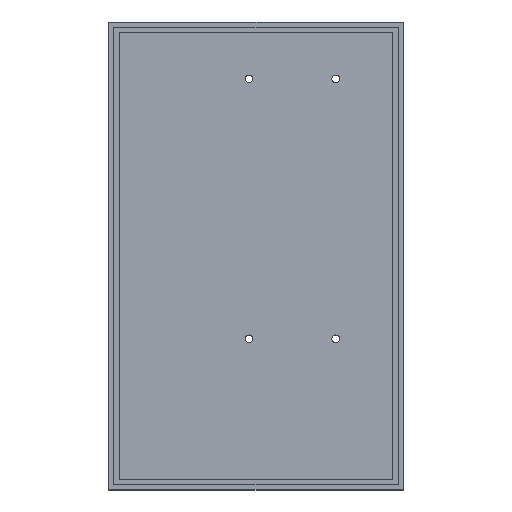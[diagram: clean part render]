
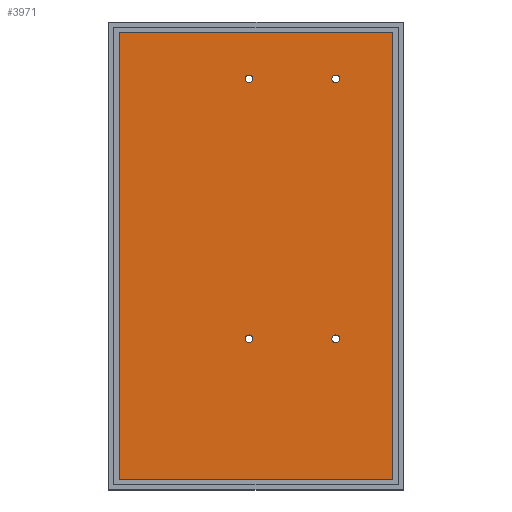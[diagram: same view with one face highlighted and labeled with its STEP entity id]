
A CAD part, top view. The second image highlights one B-rep face of the part: STEP entity #3971.
In plain terms, the highlighted planar face has unit normal (0, 0, 1).
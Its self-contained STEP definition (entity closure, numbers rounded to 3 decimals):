
#8 = CARTESIAN_POINT ( 'NONE',  ( 121.589, 54.231, 6. ) ) ;
#24 = ORIENTED_EDGE ( 'NONE', *, *, #468, .F. ) ;
#40 = ORIENTED_EDGE ( 'NONE', *, *, #1320, .T. ) ;
#87 = DIRECTION ( 'NONE',  ( 1., 0., 0. ) ) ;
#180 = DIRECTION ( 'NONE',  ( 0., 0., 1. ) ) ;
#245 = EDGE_LOOP ( 'NONE', ( #4996, #4021 ) ) ;
#329 = VERTEX_POINT ( 'NONE', #1563 ) ;
#468 = EDGE_CURVE ( 'NONE', #6405, #329, #6985, .T. ) ;
#626 = CARTESIAN_POINT ( 'NONE',  ( 88.589, -122.519, 6. ) ) ;
#766 = DIRECTION ( 'NONE',  ( 0., -1., 0. ) ) ;
#786 = AXIS2_PLACEMENT_3D ( 'NONE', #626, #1331, #3976 ) ;
#811 = CARTESIAN_POINT ( 'NONE',  ( -36.411, 54.231, 6. ) ) ;
#972 = CARTESIAN_POINT ( 'NONE',  ( -36.411, 54.231, 6. ) ) ;
#1087 = ORIENTED_EDGE ( 'NONE', *, *, #2237, .F. ) ;
#1107 = EDGE_CURVE ( 'NONE', #8443, #6727, #4012, .T. ) ;
#1320 = EDGE_CURVE ( 'NONE', #5160, #5479, #1955, .T. ) ;
#1331 = DIRECTION ( 'NONE',  ( 0., 0., 1. ) ) ;
#1397 = DIRECTION ( 'NONE',  ( 0., 0., 1. ) ) ;
#1408 = VECTOR ( 'NONE', #5010, 1000. ) ;
#1426 = AXIS2_PLACEMENT_3D ( 'NONE', #7311, #7348, #8074 ) ;
#1563 = CARTESIAN_POINT ( 'NONE',  ( 36.389, 27.481, 6. ) ) ;
#1713 = AXIS2_PLACEMENT_3D ( 'NONE', #2007, #4649, #4000 ) ;
#1851 = CIRCLE ( 'NONE', #3507, 2.2 ) ;
#1955 = LINE ( 'NONE', #5841, #6861 ) ;
#1965 = CARTESIAN_POINT ( 'NONE',  ( 4.589, 60.231, 6. ) ) ;
#2007 = CARTESIAN_POINT ( 'NONE',  ( 88.589, 27.481, 6. ) ) ;
#2022 = DIRECTION ( 'NONE',  ( 0., 1., 0. ) ) ;
#2137 = CIRCLE ( 'NONE', #5044, 2.2 ) ;
#2199 = CARTESIAN_POINT ( 'NONE',  ( 40.789, -122.519, 6. ) ) ;
#2237 = EDGE_CURVE ( 'NONE', #5723, #4130, #4384, .T. ) ;
#2270 = CARTESIAN_POINT ( 'NONE',  ( 121.589, 60.231, 6. ) ) ;
#2285 = CARTESIAN_POINT ( 'NONE',  ( 4.589, 60.231, 6. ) ) ;
#2288 = ORIENTED_EDGE ( 'NONE', *, *, #8136, .F. ) ;
#2330 = ORIENTED_EDGE ( 'NONE', *, *, #5033, .T. ) ;
#2347 = DIRECTION ( 'NONE',  ( 0., 0., 1. ) ) ;
#2640 = EDGE_CURVE ( 'NONE', #5189, #8443, #2666, .T. ) ;
#2664 = LINE ( 'NONE', #5314, #7922 ) ;
#2666 = LINE ( 'NONE', #5317, #3412 ) ;
#2709 = FACE_BOUND ( 'NONE', #5110, .T. ) ;
#2751 = CARTESIAN_POINT ( 'NONE',  ( 90.789, -122.519, 6. ) ) ;
#2826 = DIRECTION ( 'NONE',  ( 1., 0., 0. ) ) ;
#2909 = VERTEX_POINT ( 'NONE', #7048 ) ;
#3023 = EDGE_CURVE ( 'NONE', #8057, #4065, #7151, .T. ) ;
#3053 = ORIENTED_EDGE ( 'NONE', *, *, #1107, .T. ) ;
#3059 = CIRCLE ( 'NONE', #6243, 2.2 ) ;
#3191 = DIRECTION ( 'NONE',  ( 1., 0., 0. ) ) ;
#3240 = AXIS2_PLACEMENT_3D ( 'NONE', #3888, #3284, #3191 ) ;
#3265 = CARTESIAN_POINT ( 'NONE',  ( 4.589, 54.231, 6. ) ) ;
#3284 = DIRECTION ( 'NONE',  ( 0., 0., 1. ) ) ;
#3287 = VERTEX_POINT ( 'NONE', #5051 ) ;
#3333 = ORIENTED_EDGE ( 'NONE', *, *, #5173, .F. ) ;
#3412 = VECTOR ( 'NONE', #6747, 1000. ) ;
#3447 = DIRECTION ( 'NONE',  ( 0., 0., 1. ) ) ;
#3507 = AXIS2_PLACEMENT_3D ( 'NONE', #4673, #3447, #4152 ) ;
#3666 = CARTESIAN_POINT ( 'NONE',  ( 40.789, 27.481, 6. ) ) ;
#3716 = ORIENTED_EDGE ( 'NONE', *, *, #4081, .F. ) ;
#3863 = EDGE_LOOP ( 'NONE', ( #2288, #4962 ) ) ;
#3868 = ORIENTED_EDGE ( 'NONE', *, *, #7420, .T. ) ;
#3888 = CARTESIAN_POINT ( 'NONE',  ( 38.589, 27.481, 6. ) ) ;
#3926 = VECTOR ( 'NONE', #766, 1000. ) ;
#3971 = ADVANCED_FACE ( 'NONE', ( #2709, #5360, #4624, #5396, #6618 ), #6745, .T. ) ;
#3976 = DIRECTION ( 'NONE',  ( 1., 0., 0. ) ) ;
#4000 = DIRECTION ( 'NONE',  ( 1., 0., 0. ) ) ;
#4012 = LINE ( 'NONE', #8, #7687 ) ;
#4021 = ORIENTED_EDGE ( 'NONE', *, *, #7044, .F. ) ;
#4024 = EDGE_CURVE ( 'NONE', #2909, #3287, #1851, .T. ) ;
#4065 = VERTEX_POINT ( 'NONE', #2751 ) ;
#4081 = EDGE_CURVE ( 'NONE', #5561, #6727, #2664, .T. ) ;
#4130 = VERTEX_POINT ( 'NONE', #2199 ) ;
#4152 = DIRECTION ( 'NONE',  ( 1., 0., 0. ) ) ;
#4187 = AXIS2_PLACEMENT_3D ( 'NONE', #7078, #7203, #4614 ) ;
#4303 = DIRECTION ( 'NONE',  ( 1., 0., 0. ) ) ;
#4384 = CIRCLE ( 'NONE', #6176, 2.2 ) ;
#4614 = DIRECTION ( 'NONE',  ( 1., 0., 0. ) ) ;
#4624 = FACE_BOUND ( 'NONE', #5149, .T. ) ;
#4649 = DIRECTION ( 'NONE',  ( 0., 0., 1. ) ) ;
#4673 = CARTESIAN_POINT ( 'NONE',  ( 88.589, 27.481, 6. ) ) ;
#4696 = CARTESIAN_POINT ( 'NONE',  ( 38.589, -122.519, 6. ) ) ;
#4892 = CIRCLE ( 'NONE', #1713, 2.2 ) ;
#4962 = ORIENTED_EDGE ( 'NONE', *, *, #3023, .F. ) ;
#4996 = ORIENTED_EDGE ( 'NONE', *, *, #4024, .F. ) ;
#5010 = DIRECTION ( 'NONE',  ( 0., -1., 0. ) ) ;
#5033 = EDGE_CURVE ( 'NONE', #5561, #5160, #6223, .T. ) ;
#5044 = AXIS2_PLACEMENT_3D ( 'NONE', #5721, #2347, #4303 ) ;
#5051 = CARTESIAN_POINT ( 'NONE',  ( 86.389, 27.481, 6. ) ) ;
#5110 = EDGE_LOOP ( 'NONE', ( #24, #3333 ) ) ;
#5149 = EDGE_LOOP ( 'NONE', ( #6963, #1087 ) ) ;
#5160 = VERTEX_POINT ( 'NONE', #3265 ) ;
#5173 = EDGE_CURVE ( 'NONE', #329, #6405, #7901, .T. ) ;
#5189 = VERTEX_POINT ( 'NONE', #8420 ) ;
#5314 = CARTESIAN_POINT ( 'NONE',  ( 121.589, 60.231, 6. ) ) ;
#5317 = CARTESIAN_POINT ( 'NONE',  ( -36.411, -203.769, 6. ) ) ;
#5320 = CARTESIAN_POINT ( 'NONE',  ( 121.589, -203.769, 6. ) ) ;
#5360 = FACE_BOUND ( 'NONE', #3863, .T. ) ;
#5396 = FACE_BOUND ( 'NONE', #245, .T. ) ;
#5479 = VERTEX_POINT ( 'NONE', #972 ) ;
#5561 = VERTEX_POINT ( 'NONE', #1965 ) ;
#5621 = EDGE_CURVE ( 'NONE', #4130, #5723, #3059, .T. ) ;
#5721 = CARTESIAN_POINT ( 'NONE',  ( 88.589, -122.519, 6. ) ) ;
#5723 = VERTEX_POINT ( 'NONE', #6285 ) ;
#5841 = CARTESIAN_POINT ( 'NONE',  ( -36.411, 54.231, 6. ) ) ;
#6115 = CARTESIAN_POINT ( 'NONE',  ( 38.589, -122.519, 6. ) ) ;
#6176 = AXIS2_PLACEMENT_3D ( 'NONE', #6115, #180, #2826 ) ;
#6223 = LINE ( 'NONE', #2285, #1408 ) ;
#6243 = AXIS2_PLACEMENT_3D ( 'NONE', #4696, #1397, #87 ) ;
#6258 = DIRECTION ( 'NONE',  ( 1., 0., 0. ) ) ;
#6285 = CARTESIAN_POINT ( 'NONE',  ( 36.389, -122.519, 6. ) ) ;
#6405 = VERTEX_POINT ( 'NONE', #3666 ) ;
#6540 = DIRECTION ( 'NONE',  ( -1., 0., 0. ) ) ;
#6587 = EDGE_LOOP ( 'NONE', ( #3868, #6712, #3053, #3716, #2330, #40 ) ) ;
#6618 = FACE_OUTER_BOUND ( 'NONE', #6587, .T. ) ;
#6712 = ORIENTED_EDGE ( 'NONE', *, *, #2640, .T. ) ;
#6727 = VERTEX_POINT ( 'NONE', #2270 ) ;
#6745 = PLANE ( 'NONE',  #1426 ) ;
#6747 = DIRECTION ( 'NONE',  ( 1., 0., 0. ) ) ;
#6847 = LINE ( 'NONE', #811, #3926 ) ;
#6861 = VECTOR ( 'NONE', #6540, 1000. ) ;
#6963 = ORIENTED_EDGE ( 'NONE', *, *, #5621, .F. ) ;
#6985 = CIRCLE ( 'NONE', #3240, 2.2 ) ;
#7044 = EDGE_CURVE ( 'NONE', #3287, #2909, #4892, .T. ) ;
#7048 = CARTESIAN_POINT ( 'NONE',  ( 90.789, 27.481, 6. ) ) ;
#7078 = CARTESIAN_POINT ( 'NONE',  ( 38.589, 27.481, 6. ) ) ;
#7151 = CIRCLE ( 'NONE', #786, 2.2 ) ;
#7203 = DIRECTION ( 'NONE',  ( 0., 0., 1. ) ) ;
#7311 = CARTESIAN_POINT ( 'NONE',  ( 0., 0., 6. ) ) ;
#7348 = DIRECTION ( 'NONE',  ( 0., 0., 1. ) ) ;
#7420 = EDGE_CURVE ( 'NONE', #5479, #5189, #6847, .T. ) ;
#7687 = VECTOR ( 'NONE', #2022, 1000. ) ;
#7901 = CIRCLE ( 'NONE', #4187, 2.2 ) ;
#7922 = VECTOR ( 'NONE', #6258, 1000. ) ;
#8057 = VERTEX_POINT ( 'NONE', #8271 ) ;
#8074 = DIRECTION ( 'NONE',  ( 1., 0., 0. ) ) ;
#8136 = EDGE_CURVE ( 'NONE', #4065, #8057, #2137, .T. ) ;
#8271 = CARTESIAN_POINT ( 'NONE',  ( 86.389, -122.519, 6. ) ) ;
#8420 = CARTESIAN_POINT ( 'NONE',  ( -36.411, -203.769, 6. ) ) ;
#8443 = VERTEX_POINT ( 'NONE', #5320 ) ;
